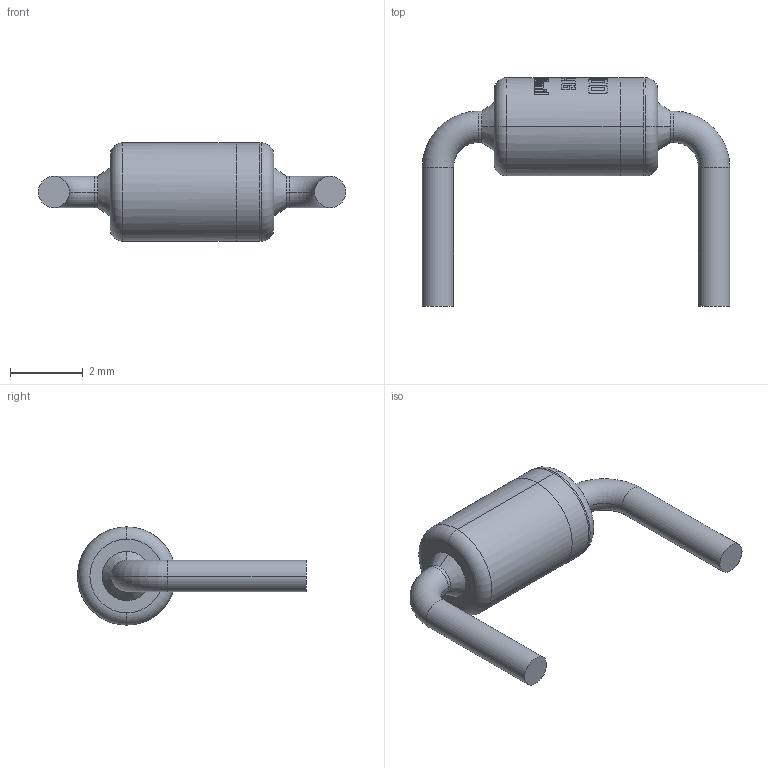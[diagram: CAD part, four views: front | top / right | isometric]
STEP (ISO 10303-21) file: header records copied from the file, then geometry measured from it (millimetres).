
FILE_DESCRIPTION (( 'STEP AP214' ), '1' );
FILE_NAME ('DO-41G_Max_300mil_rev1.0.STEP', '2023-03-16T22:17:52', ( '' ), ( '' ), 'SwSTEP 2.0', 'SolidWorks 2020', '' );
FILE_SCHEMA (( 'AUTOMOTIVE_DESIGN' ));
Length unit declared in the file: millimetre
Products named in the file (1): DO-41G_Max_300mil_rev1.0
Bounding box: 8.48 x 6.31 x 2.71 mm (x, y, z)
Volume: 29.4 mm3; surface area: 109.8 mm2
Topology: 1 solids, 2 shells, 68 faces, 346 edges, 316 vertices
Faces by surface type: cylinder 50, torus 8, plane 6, cone 4
Entity records: 4878 total; most frequent: CARTESIAN_POINT 1186, ORIENTED_EDGE 692, DIRECTION 534, EDGE_CURVE 346, VERTEX_POINT 316, AXIS2_PLACEMENT_3D 208, CIRCLE 139, VECTOR 118
